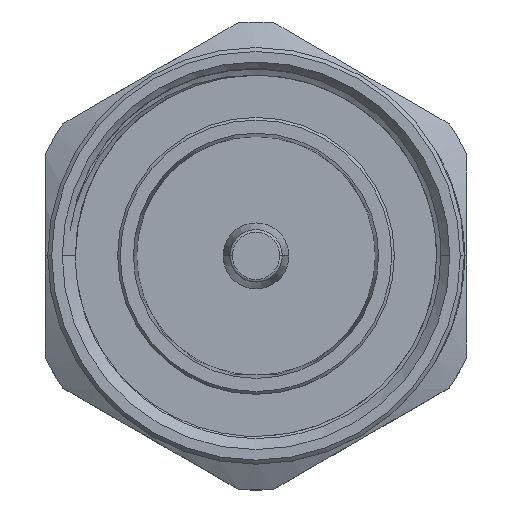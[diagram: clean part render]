
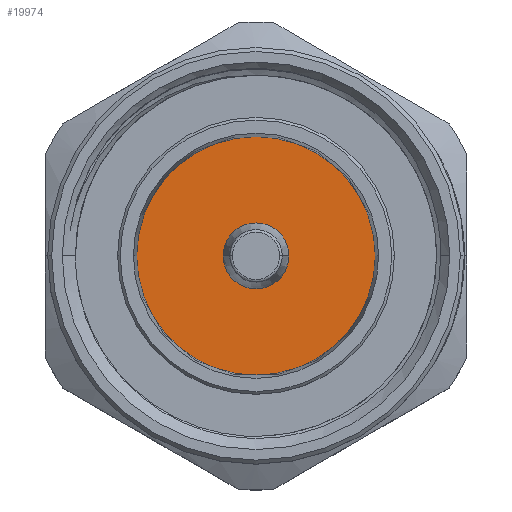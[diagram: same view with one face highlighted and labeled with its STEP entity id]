
A CAD part, top view. The second image highlights one B-rep face of the part: STEP entity #19974.
In plain terms, the highlighted planar face has unit normal (0, 0, 1).
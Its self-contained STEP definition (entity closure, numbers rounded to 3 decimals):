
#607 = EDGE_CURVE ( 'NONE', #9142, #16813, #13829, .T. ) ;
#982 = CARTESIAN_POINT ( 'NONE',  ( -9.05, 0., -4.5 ) ) ;
#1113 = EDGE_CURVE ( 'NONE', #16813, #9142, #10778, .T. ) ;
#1506 = DIRECTION ( 'NONE',  ( 0., 0., -1. ) ) ;
#1610 = AXIS2_PLACEMENT_3D ( 'NONE', #11856, #1506, #13647 ) ;
#2923 = VERTEX_POINT ( 'NONE', #5474 ) ;
#2963 = CIRCLE ( 'NONE', #20114, 9.05 ) ;
#4018 = DIRECTION ( 'NONE',  ( 0., 0., 1. ) ) ;
#4368 = CARTESIAN_POINT ( 'NONE',  ( 0., 0., -4.5 ) ) ;
#4566 = EDGE_LOOP ( 'NONE', ( #6289, #14669 ) ) ;
#4597 = DIRECTION ( 'NONE',  ( 0., 0., 1. ) ) ;
#5260 = DIRECTION ( 'NONE',  ( -1., 0., 0. ) ) ;
#5474 = CARTESIAN_POINT ( 'NONE',  ( 9.05, 0., -4.5 ) ) ;
#5712 = ORIENTED_EDGE ( 'NONE', *, *, #1113, .F. ) ;
#6095 = DIRECTION ( 'NONE',  ( -1., 0., 0. ) ) ;
#6289 = ORIENTED_EDGE ( 'NONE', *, *, #21206, .F. ) ;
#8748 = ORIENTED_EDGE ( 'NONE', *, *, #607, .F. ) ;
#9142 = VERTEX_POINT ( 'NONE', #18338 ) ;
#10778 = CIRCLE ( 'NONE', #17893, 2.5 ) ;
#11856 = CARTESIAN_POINT ( 'NONE',  ( 0., 0., -4.5 ) ) ;
#11995 = AXIS2_PLACEMENT_3D ( 'NONE', #17227, #22510, #12021 ) ;
#12021 = DIRECTION ( 'NONE',  ( -1., 0., 0. ) ) ;
#12849 = CARTESIAN_POINT ( 'NONE',  ( 0., 0., -4.5 ) ) ;
#13647 = DIRECTION ( 'NONE',  ( -1., 0., 0. ) ) ;
#13829 = CIRCLE ( 'NONE', #20362, 2.5 ) ;
#14068 = VERTEX_POINT ( 'NONE', #982 ) ;
#14669 = ORIENTED_EDGE ( 'NONE', *, *, #18372, .F. ) ;
#15420 = CIRCLE ( 'NONE', #1610, 9.05 ) ;
#15479 = PLANE ( 'NONE',  #11995 ) ;
#16173 = DIRECTION ( 'NONE',  ( -1., 0., 0. ) ) ;
#16507 = DIRECTION ( 'NONE',  ( 0., 0., -1. ) ) ;
#16813 = VERTEX_POINT ( 'NONE', #21478 ) ;
#16851 = FACE_BOUND ( 'NONE', #19690, .T. ) ;
#17227 = CARTESIAN_POINT ( 'NONE',  ( 0., 0., -4.5 ) ) ;
#17893 = AXIS2_PLACEMENT_3D ( 'NONE', #17947, #4018, #16173 ) ;
#17947 = CARTESIAN_POINT ( 'NONE',  ( 0., 0., -4.5 ) ) ;
#18338 = CARTESIAN_POINT ( 'NONE',  ( -2.5, 0., -4.5 ) ) ;
#18372 = EDGE_CURVE ( 'NONE', #14068, #2923, #2963, .T. ) ;
#19690 = EDGE_LOOP ( 'NONE', ( #5712, #8748 ) ) ;
#19974 = ADVANCED_FACE ( 'NONE', ( #16851, #21519 ), #15479, .F. ) ;
#20114 = AXIS2_PLACEMENT_3D ( 'NONE', #4368, #16507, #6095 ) ;
#20362 = AXIS2_PLACEMENT_3D ( 'NONE', #12849, #4597, #5260 ) ;
#21206 = EDGE_CURVE ( 'NONE', #2923, #14068, #15420, .T. ) ;
#21478 = CARTESIAN_POINT ( 'NONE',  ( 2.5, 0., -4.5 ) ) ;
#21519 = FACE_OUTER_BOUND ( 'NONE', #4566, .T. ) ;
#22510 = DIRECTION ( 'NONE',  ( 0., 0., -1. ) ) ;
